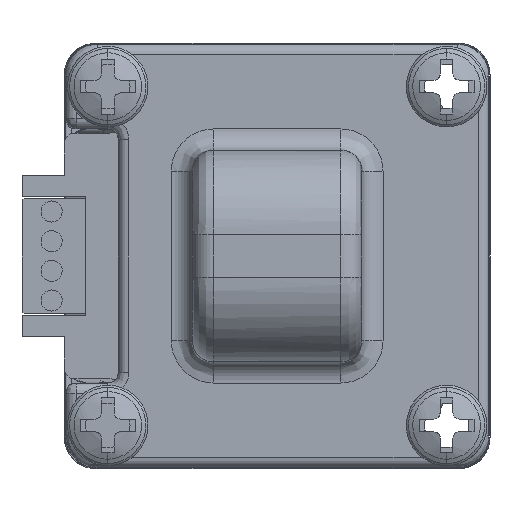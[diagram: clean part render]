
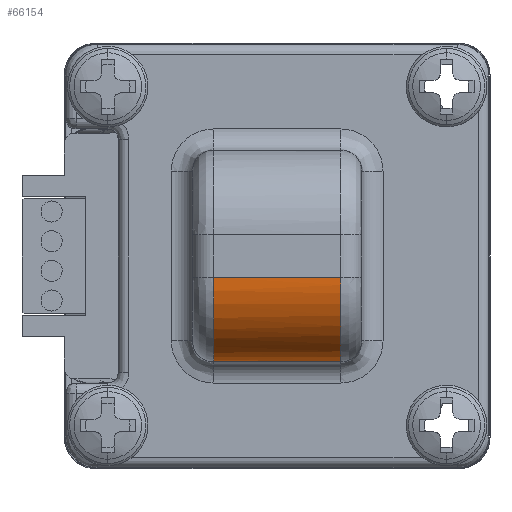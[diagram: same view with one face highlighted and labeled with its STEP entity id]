
A CAD part, left-side view. The second image highlights one B-rep face of the part: STEP entity #66154.
In plain terms, the highlighted free-form (B-spline) face has degree [2, 1] with [3, 2] control points.
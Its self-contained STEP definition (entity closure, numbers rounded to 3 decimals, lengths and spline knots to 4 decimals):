
#65889 = VERTEX_POINT('',#65890);
#65890 = CARTESIAN_POINT('',(36.1203,15.1566,
    -17.4794));
#65895 = EDGE_CURVE('',#65889,#65896,#65898,.T.);
#65896 = VERTEX_POINT('',#65897);
#65897 = CARTESIAN_POINT('',(36.1203,8.188,
    -17.4794));
#65898 = B_SPLINE_CURVE_WITH_KNOTS('',1,(#65899,#65900),.UNSPECIFIED.,
  .F.,.F.,(2,2),(0.,6.),.PIECEWISE_BEZIER_KNOTS.);
#65899 = CARTESIAN_POINT('',(36.1203,15.1566,
    -17.4794));
#65900 = CARTESIAN_POINT('',(36.1203,8.188,
    -17.4794));
#66132 = VERTEX_POINT('',#66133);
#66133 = CARTESIAN_POINT('',(31.4746,8.188,
    -12.8337));
#66139 = EDGE_CURVE('',#65896,#66132,#66140,.T.);
#66140 = ( BOUNDED_CURVE() B_SPLINE_CURVE(2,(#66141,#66142,#66143),
.UNSPECIFIED.,.F.,.F.) B_SPLINE_CURVE_WITH_KNOTS((3,3),(0.,
1.5708),.PIECEWISE_BEZIER_KNOTS.) CURVE() 
GEOMETRIC_REPRESENTATION_ITEM() RATIONAL_B_SPLINE_CURVE((1.,
0.707,1.)) REPRESENTATION_ITEM('') );
#66141 = CARTESIAN_POINT('',(36.1203,8.188,
    -17.4794));
#66142 = CARTESIAN_POINT('',(31.4746,8.188,
    -17.4794));
#66143 = CARTESIAN_POINT('',(31.4746,8.188,
    -12.8337));
#66154 = ADVANCED_FACE('',(#66155),#66172,.T.);
#66155 = FACE_BOUND('',#66156,.T.);
#66156 = EDGE_LOOP('',(#66157,#66158,#66159,#66166));
#66157 = ORIENTED_EDGE('',*,*,#65895,.T.);
#66158 = ORIENTED_EDGE('',*,*,#66139,.T.);
#66159 = ORIENTED_EDGE('',*,*,#66160,.F.);
#66160 = EDGE_CURVE('',#66161,#66132,#66163,.T.);
#66161 = VERTEX_POINT('',#66162);
#66162 = CARTESIAN_POINT('',(31.4746,15.1566,
    -12.8337));
#66163 = B_SPLINE_CURVE_WITH_KNOTS('',1,(#66164,#66165),.UNSPECIFIED.,
  .F.,.F.,(2,2),(0.,6.),.PIECEWISE_BEZIER_KNOTS.);
#66164 = CARTESIAN_POINT('',(31.4746,15.1566,
    -12.8337));
#66165 = CARTESIAN_POINT('',(31.4746,8.188,
    -12.8337));
#66166 = ORIENTED_EDGE('',*,*,#66167,.T.);
#66167 = EDGE_CURVE('',#66161,#65889,#66168,.T.);
#66168 = ( BOUNDED_CURVE() B_SPLINE_CURVE(2,(#66169,#66170,#66171),
.UNSPECIFIED.,.F.,.F.) B_SPLINE_CURVE_WITH_KNOTS((3,3),(0.,
1.5708),.PIECEWISE_BEZIER_KNOTS.) CURVE() 
GEOMETRIC_REPRESENTATION_ITEM() RATIONAL_B_SPLINE_CURVE((1.,
0.707,1.)) REPRESENTATION_ITEM('') );
#66169 = CARTESIAN_POINT('',(31.4746,15.1566,
    -12.8337));
#66170 = CARTESIAN_POINT('',(31.4746,15.1566,
    -17.4794));
#66171 = CARTESIAN_POINT('',(36.1203,15.1566,
    -17.4794));
#66172 = ( BOUNDED_SURFACE() B_SPLINE_SURFACE(2,1,(
    (#66173,#66174)
    ,(#66175,#66176)
    ,(#66177,#66178
)),.UNSPECIFIED.,.F.,.F.,.F.) B_SPLINE_SURFACE_WITH_KNOTS((3,3),(2,2),(
    0.,1.5708),(1.0485,7.0485),
.PIECEWISE_BEZIER_KNOTS.) GEOMETRIC_REPRESENTATION_ITEM() 
RATIONAL_B_SPLINE_SURFACE((
    (1.,1.)
    ,(0.707,0.707)
,(1.,1.))) REPRESENTATION_ITEM('') SURFACE() );
#66173 = CARTESIAN_POINT('',(31.4746,15.1566,
    -12.8337));
#66174 = CARTESIAN_POINT('',(31.4746,8.188,
    -12.8337));
#66175 = CARTESIAN_POINT('',(31.4746,15.1566,
    -17.4794));
#66176 = CARTESIAN_POINT('',(31.4746,8.188,
    -17.4794));
#66177 = CARTESIAN_POINT('',(36.1203,15.1566,
    -17.4794));
#66178 = CARTESIAN_POINT('',(36.1203,8.188,
    -17.4794));
